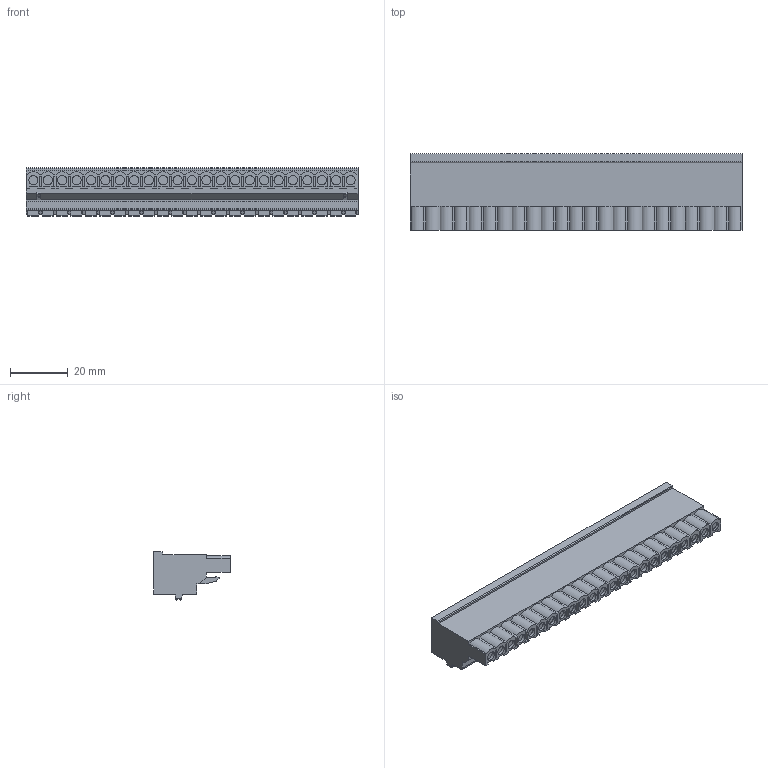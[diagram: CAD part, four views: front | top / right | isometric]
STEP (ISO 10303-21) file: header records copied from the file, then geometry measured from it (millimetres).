
FILE_DESCRIPTION((''),'2;1');
FILE_NAME('PRT0007','2024-09-21T15:28:09',('tluser'),(''),'CREO PARAMETRIC BY PTC INC, 2018100','CREO PARAMETRIC BY PTC INC, 2018100','');
FILE_SCHEMA(('CONFIG_CONTROL_DESIGN'));
Length unit declared in the file: millimetre
Products named in the file (1): PRT0007
Bounding box: 115.1 x 26.6 x 16.7 mm (x, y, z)
Volume: 31686.6 mm3; surface area: 13063 mm2
Topology: 1 solids, 1 shells, 1284 faces, 3306 edges, 2204 vertices
Faces by surface type: plane 874, cylinder 410
Entity records: 39048 total; most frequent: CARTESIAN_POINT 6794, DIRECTION 6694, ORIENTED_EDGE 6612, EDGE_CURVE 3306, VECTOR 2486, LINE 2486, VERTEX_POINT 2204, AXIS2_PLACEMENT_3D 2104
